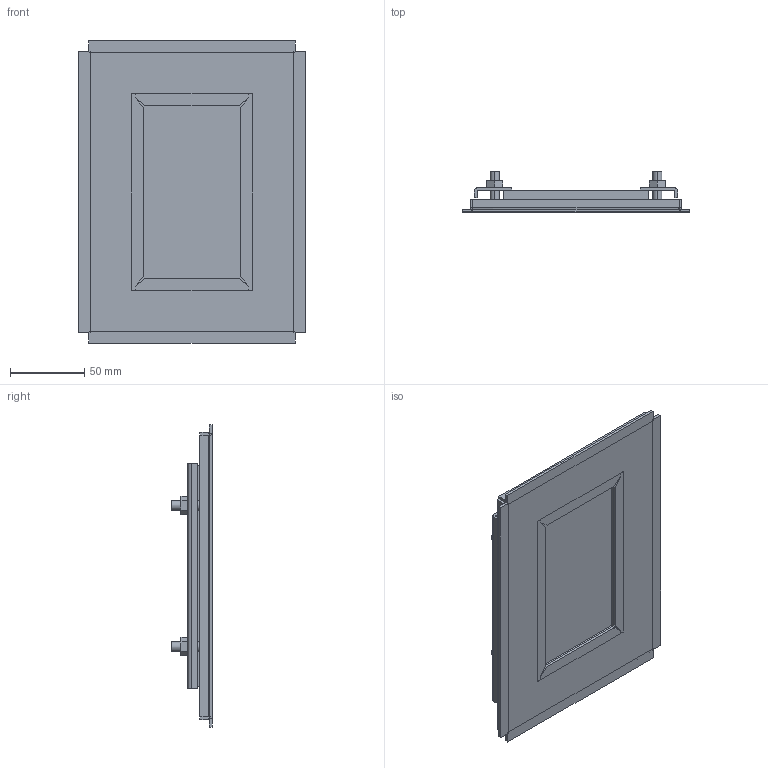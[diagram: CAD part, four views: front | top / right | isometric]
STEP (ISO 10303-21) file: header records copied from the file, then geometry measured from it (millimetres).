
FILE_DESCRIPTION (( 'STEP AP203' ), '1' );
FILE_NAME ('1481WN4SS0503_Default.step', '2019-11-12T17:33:31', ( '' ), ( '' ), 'SwSTEP 2.0', 'SolidWorks 2019', '' );
FILE_SCHEMA (( 'CONFIG_CONTROL_DESIGN' ));
Length unit declared in the file: inch
Products named in the file (1): 1481WN4SS0503_Default
Bounding box: 153.03 x 27.23 x 203.84 mm (x, y, z)
Volume: 200684.7 mm3; surface area: 154658.2 mm2
Topology: 13 solids, 13 shells, 202 faces, 468 edges, 296 vertices
Faces by surface type: plane 142, cylinder 52, bspline 8
Entity records: 6163 total; most frequent: CARTESIAN_POINT 1455, ORIENTED_EDGE 936, DIRECTION 930, EDGE_CURVE 468, LINE 364, VECTOR 364, VERTEX_POINT 296, AXIS2_PLACEMENT_3D 283
